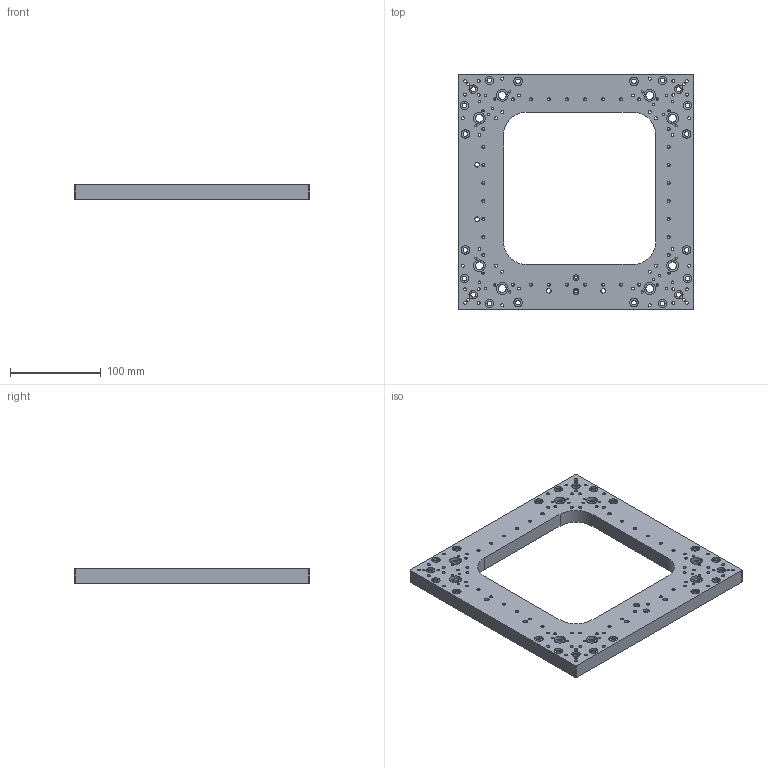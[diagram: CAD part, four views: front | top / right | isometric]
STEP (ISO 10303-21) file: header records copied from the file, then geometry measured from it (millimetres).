
FILE_DESCRIPTION(/* description */ ('','CAx-IF Rec.Pracs.---Representation and Presentation of Product Manufacturing Information (PMI)---4.0---2014-10-13'),/* implementation_level */ '2;1');
FILE_NAME(/* name */ 'Splendacross Halo v51.step',/* time_stamp */ '2024-11-27T14:19:02-05:00',/* author */ (''),/* organization */ (''),/* preprocessor_version */ 'ST-DEVELOPER v20',/* originating_system */ 'Autodesk Translation Framework v13.20.0.188',/* authorisation */ '');
FILE_SCHEMA (('AP242_MANAGED_MODEL_BASED_3D_ENGINEERING_MIM_LF { 1 0 10303 442 1 1 4 }'));
Length unit declared in the file: millimetre
Products named in the file (1): SugarCube
Bounding box: 260 x 260 x 16 mm (x, y, z)
Volume: 606819.8 mm3; surface area: 129284.3 mm2
Topology: 1 solids, 1 shells, 250 faces, 622 edges, 404 vertices
Faces by surface type: cylinder 178, plane 40, cone 32
Full cylindrical faces by diameter (mm): 2.5 x54, 3.2 x54, 5 x4, 5.25 x20, 6.5 x2, 8.667 x8, 9.353 x20, 13 x8
Entity records: 8215 total; most frequent: DIRECTION 1512, CARTESIAN_POINT 1277, ORIENTED_EDGE 1244, AXIS2_PLACEMENT_3D 639, EDGE_CURVE 622, EDGE_LOOP 562, VERTEX_POINT 404, CIRCLE 388
